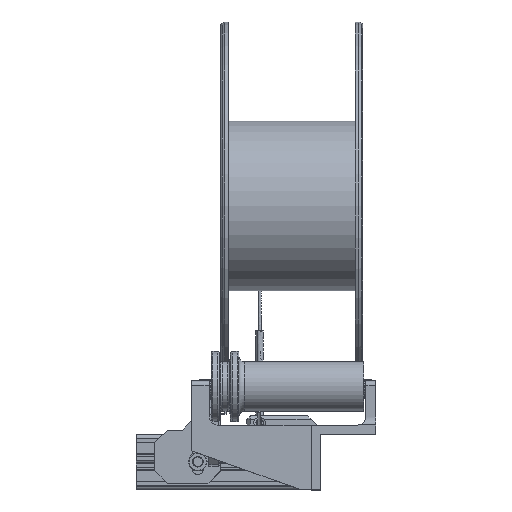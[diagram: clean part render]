
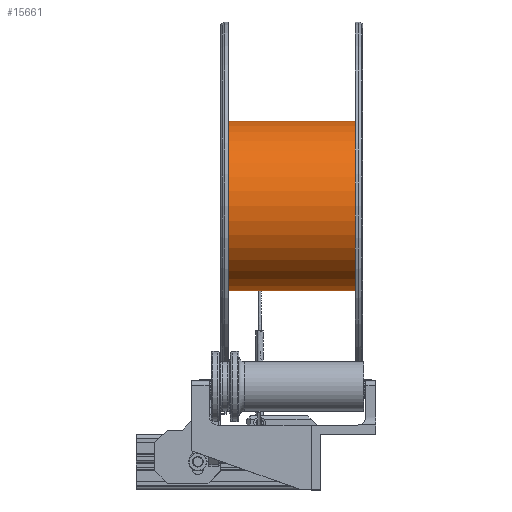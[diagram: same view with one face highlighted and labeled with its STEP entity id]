
A CAD part, top view. The second image highlights one B-rep face of the part: STEP entity #15661.
In plain terms, the highlighted cylindrical face has radius 46.15 mm (diameter 92.3 mm), a full revolution.
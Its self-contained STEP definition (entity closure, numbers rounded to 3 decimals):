
#364=CYLINDRICAL_SURFACE('',#16662,46.15);
#807=CIRCLE('',#16588,46.15);
#844=CIRCLE('',#16663,46.15);
#1557=FACE_OUTER_BOUND('',#2488,.T.);
#2488=EDGE_LOOP('',(#10822,#10823,#10824,#10825));
#3836=LINE('',#29671,#5222);
#5222=VECTOR('',#18319,46.15);
#6553=VERTEX_POINT('',#23245);
#6673=VERTEX_POINT('',#29669);
#8079=EDGE_CURVE('',#6553,#6553,#807,.T.);
#8271=EDGE_CURVE('',#6673,#6673,#844,.T.);
#8272=EDGE_CURVE('',#6673,#6553,#3836,.T.);
#10822=ORIENTED_EDGE('',*,*,#8271,.F.);
#10823=ORIENTED_EDGE('',*,*,#8272,.T.);
#10824=ORIENTED_EDGE('',*,*,#8079,.T.);
#10825=ORIENTED_EDGE('',*,*,#8272,.F.);
#15661=ADVANCED_FACE('',(#1557),#364,.T.);
#16588=AXIS2_PLACEMENT_3D('',#23246,#18106,#18107);
#16662=AXIS2_PLACEMENT_3D('',#29668,#18315,#18316);
#16663=AXIS2_PLACEMENT_3D('',#29670,#18317,#18318);
#18106=DIRECTION('center_axis',(0.,0.,1.));
#18107=DIRECTION('ref_axis',(1.,0.,0.));
#18315=DIRECTION('center_axis',(0.,0.,1.));
#18316=DIRECTION('ref_axis',(1.,0.,0.));
#18317=DIRECTION('center_axis',(0.,0.,1.));
#18318=DIRECTION('ref_axis',(1.,0.,0.));
#18319=DIRECTION('',(0.,0.,-1.));
#23245=CARTESIAN_POINT('',(-46.15,0.,-32.));
#23246=CARTESIAN_POINT('Origin',(0.,0.,-32.));
#29668=CARTESIAN_POINT('Origin',(0.,0.,5.));
#29669=CARTESIAN_POINT('',(-46.15,0.,37.));
#29670=CARTESIAN_POINT('Origin',(0.,0.,37.));
#29671=CARTESIAN_POINT('',(-46.15,0.,5.));
